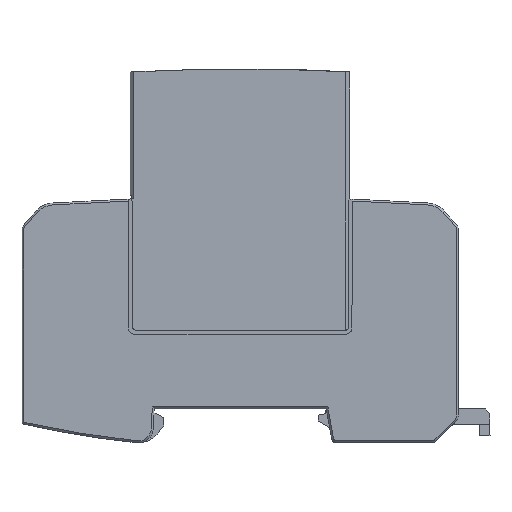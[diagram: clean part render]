
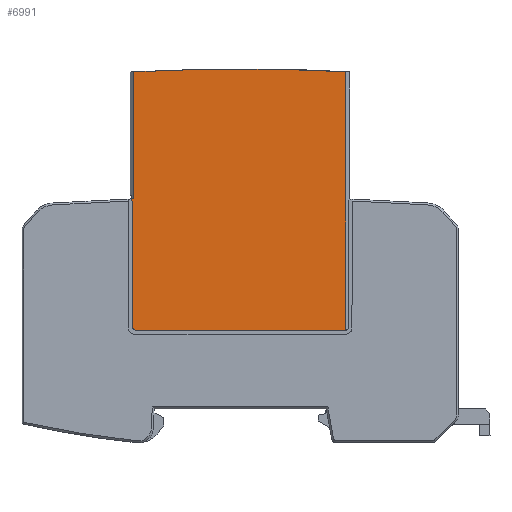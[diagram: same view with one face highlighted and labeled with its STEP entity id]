
A CAD part, left-side view. The second image highlights one B-rep face of the part: STEP entity #6991.
In plain terms, the highlighted planar face has unit normal (-1, 0, 0).
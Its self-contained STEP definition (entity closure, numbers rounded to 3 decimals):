
#159=AXIS2_PLACEMENT_3D('Plane Axis2P3D',#156,#157,#158) ;
#4881=AXIS2_PLACEMENT_3D('Circle Axis2P3D',#4879,#4880,$) ;
#4946=AXIS2_PLACEMENT_3D('Circle Axis2P3D',#4944,#4945,$) ;
#6807=AXIS2_PLACEMENT_3D('Circle Axis2P3D',#6805,#6806,$) ;
#156=CARTESIAN_POINT('Axis2P3D Location',(0.001,6.919,49.883)) ;
#4879=CARTESIAN_POINT('Axis2P3D Location',(0.001,29.941,24.005)) ;
#4883=CARTESIAN_POINT('Vertex',(0.001,29.741,23.231)) ;
#4885=CARTESIAN_POINT('Vertex',(0.001,29.941,23.205)) ;
#4916=CARTESIAN_POINT('Vertex',(0.001,72.941,23.201)) ;
#4919=CARTESIAN_POINT('Line Origine',(0.001,51.441,23.203)) ;
#4941=CARTESIAN_POINT('Vertex',(0.001,73.741,24.001)) ;
#4944=CARTESIAN_POINT('Axis2P3D Location',(0.001,72.941,24.001)) ;
#4966=CARTESIAN_POINT('Vertex',(0.001,73.744,49.636)) ;
#4969=CARTESIAN_POINT('Line Origine',(0.001,73.742,36.819)) ;
#4987=CARTESIAN_POINT('Line Origine',(0.001,73.844,49.952)) ;
#4991=CARTESIAN_POINT('Vertex',(0.001,73.944,50.268)) ;
#5027=CARTESIAN_POINT('Line Origine',(0.001,73.944,50.288)) ;
#5031=CARTESIAN_POINT('Vertex',(0.001,73.944,50.309)) ;
#6772=CARTESIAN_POINT('Vertex',(0.001,29.746,76.549)) ;
#6802=CARTESIAN_POINT('Vertex',(0.001,73.446,76.529)) ;
#6805=CARTESIAN_POINT('Axis2P3D Location',(0.001,51.408,-322.864)) ;
#6862=CARTESIAN_POINT('Line Origine',(0.001,29.744,49.89)) ;
#6967=CARTESIAN_POINT('Line Origine',(0.001,73.445,63.419)) ;
#6971=CARTESIAN_POINT('Vertex',(0.001,73.444,50.309)) ;
#6974=CARTESIAN_POINT('Line Origine',(0.001,73.694,50.309)) ;
#157=DIRECTION('Axis2P3D Direction',(-1.,0.,0.)) ;
#158=DIRECTION('Axis2P3D XDirection',(0.,1.,0.)) ;
#4880=DIRECTION('Axis2P3D Direction',(1.,0.,0.)) ;
#4920=DIRECTION('Vector Direction',(0.,-1.,0.)) ;
#4945=DIRECTION('Axis2P3D Direction',(1.,0.,0.)) ;
#4970=DIRECTION('Vector Direction',(0.,0.,-1.)) ;
#4988=DIRECTION('Vector Direction',(0.,0.302,0.953)) ;
#5028=DIRECTION('Vector Direction',(0.,0.,1.)) ;
#6806=DIRECTION('Axis2P3D Direction',(1.,0.,0.)) ;
#6863=DIRECTION('Vector Direction',(0.,0.,-1.)) ;
#6968=DIRECTION('Vector Direction',(0.,0.,1.)) ;
#6975=DIRECTION('Vector Direction',(0.,1.,0.)) ;
#4921=VECTOR('Line Direction',#4920,1.) ;
#4971=VECTOR('Line Direction',#4970,1.) ;
#4989=VECTOR('Line Direction',#4988,1.) ;
#5029=VECTOR('Line Direction',#5028,1.) ;
#6864=VECTOR('Line Direction',#6863,1.) ;
#6969=VECTOR('Line Direction',#6968,1.) ;
#6976=VECTOR('Line Direction',#6975,1.) ;
#6980=ORIENTED_EDGE('',*,*,#6973,.F.) ;
#6981=ORIENTED_EDGE('',*,*,#6978,.T.) ;
#6982=ORIENTED_EDGE('',*,*,#5033,.F.) ;
#6983=ORIENTED_EDGE('',*,*,#4993,.F.) ;
#6984=ORIENTED_EDGE('',*,*,#4973,.T.) ;
#6985=ORIENTED_EDGE('',*,*,#4948,.F.) ;
#6986=ORIENTED_EDGE('',*,*,#4923,.T.) ;
#6987=ORIENTED_EDGE('',*,*,#4887,.F.) ;
#6988=ORIENTED_EDGE('',*,*,#6866,.F.) ;
#6989=ORIENTED_EDGE('',*,*,#6809,.F.) ;
#6991=ADVANCED_FACE('VPU',(#6990),#160,.T.) ;
#4882=CIRCLE('generated circle',#4881,0.8) ;
#4947=CIRCLE('generated circle',#4946,0.8) ;
#6808=CIRCLE('generated circle',#6807,400.) ;
#4887=EDGE_CURVE('',#4884,#4886,#4882,.T.) ;
#4923=EDGE_CURVE('',#4917,#4886,#4922,.T.) ;
#4948=EDGE_CURVE('',#4917,#4942,#4947,.T.) ;
#4973=EDGE_CURVE('',#4967,#4942,#4972,.T.) ;
#4993=EDGE_CURVE('',#4967,#4992,#4990,.T.) ;
#5033=EDGE_CURVE('',#4992,#5032,#5030,.T.) ;
#6809=EDGE_CURVE('',#6803,#6773,#6808,.T.) ;
#6866=EDGE_CURVE('',#6773,#4884,#6865,.T.) ;
#6973=EDGE_CURVE('',#6972,#6803,#6970,.T.) ;
#6978=EDGE_CURVE('',#6972,#5032,#6977,.T.) ;
#6979=EDGE_LOOP('',(#6980,#6981,#6982,#6983,#6984,#6985,#6986,#6987,#6988,#6989)) ;
#6990=FACE_OUTER_BOUND('',#6979,.T.) ;
#4922=LINE('Line',#4919,#4921) ;
#4972=LINE('Line',#4969,#4971) ;
#4990=LINE('Line',#4987,#4989) ;
#5030=LINE('Line',#5027,#5029) ;
#6865=LINE('Line',#6862,#6864) ;
#6970=LINE('Line',#6967,#6969) ;
#6977=LINE('Line',#6974,#6976) ;
#160=PLANE('',#159) ;
#4884=VERTEX_POINT('',#4883) ;
#4886=VERTEX_POINT('',#4885) ;
#4917=VERTEX_POINT('',#4916) ;
#4942=VERTEX_POINT('',#4941) ;
#4967=VERTEX_POINT('',#4966) ;
#4992=VERTEX_POINT('',#4991) ;
#5032=VERTEX_POINT('',#5031) ;
#6773=VERTEX_POINT('',#6772) ;
#6803=VERTEX_POINT('',#6802) ;
#6972=VERTEX_POINT('',#6971) ;
